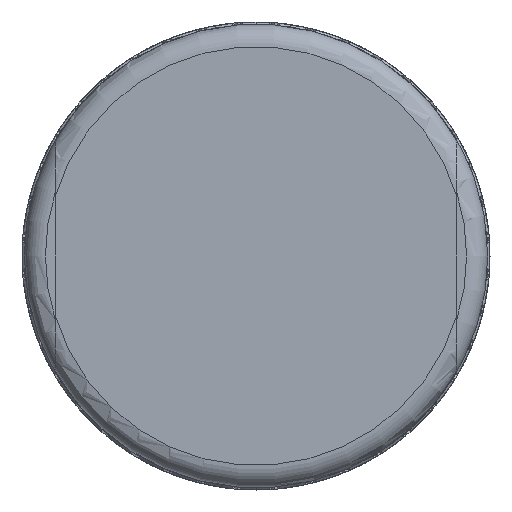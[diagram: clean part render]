
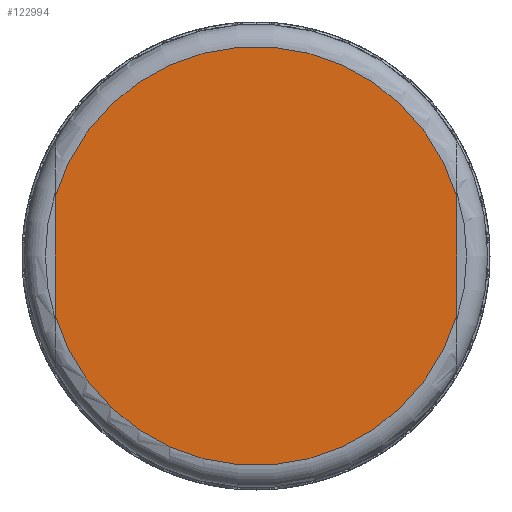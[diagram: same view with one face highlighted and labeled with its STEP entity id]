
A CAD part, front view. The second image highlights one B-rep face of the part: STEP entity #122994.
In plain terms, the highlighted planar face has unit normal (0, -1, 0).
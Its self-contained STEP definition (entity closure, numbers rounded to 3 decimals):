
#32868=CARTESIAN_POINT('',(-9.,-27.65,2.713));
#32890=CARTESIAN_POINT('',(-9.,-27.65,-2.713));
#32911=CARTESIAN_POINT('',(0.,-27.65,0.));
#32912=DIRECTION('',(0.,-1.,0.));
#32913=DIRECTION('',(0.957,0.,0.289));
#32914=AXIS2_PLACEMENT_3D('',#32911,#32912,#32913);
#32947=CARTESIAN_POINT('',(0.,-27.65,0.));
#32948=DIRECTION('',(0.,-1.,0.));
#32949=DIRECTION('',(-0.957,0.,-0.289));
#32950=AXIS2_PLACEMENT_3D('',#32947,#32948,#32949);
#32958=DIRECTION('',(0.,0.,1.));
#32959=VECTOR('',#32958,5.426);
#32960=CARTESIAN_POINT('',(-9.,-27.65,-2.713));
#32961=LINE('',#32960,#32959);
#32962=DIRECTION('',(0.,0.,-1.));
#32963=VECTOR('',#32962,5.426);
#32964=CARTESIAN_POINT('',(9.,-27.65,2.713));
#32965=LINE('',#32964,#32963);
#32970=CARTESIAN_POINT('',(9.,-27.65,-2.713));
#32992=CARTESIAN_POINT('',(9.,-27.65,2.713));
#38279=VERTEX_POINT('',#32890);
#38280=VERTEX_POINT('',#32970);
#38285=VERTEX_POINT('',#32992);
#38286=VERTEX_POINT('',#32868);
#122982=CARTESIAN_POINT('',(0.,-27.65,0.));
#122983=DIRECTION('',(0.,1.,0.));
#122984=DIRECTION('',(0.,0.,-1.));
#122985=AXIS2_PLACEMENT_3D('',#122982,#122983,#122984);
#122986=PLANE('',#122985);
#122987=ORIENTED_EDGE('',*,*,#122961,.F.);
#122988=ORIENTED_EDGE('',*,*,#122882,.T.);
#122989=ORIENTED_EDGE('',*,*,#122917,.F.);
#122991=ORIENTED_EDGE('',*,*,#122990,.T.);
#122992=EDGE_LOOP('',(#122987,#122988,#122989,#122991));
#122993=FACE_OUTER_BOUND('',#122992,.F.);
#32915=CIRCLE('',#32914,9.4);
#32951=CIRCLE('',#32950,9.4);
#122882=EDGE_CURVE('',#38279,#38286,#32961,.T.);
#122917=EDGE_CURVE('',#38285,#38286,#32915,.T.);
#122961=EDGE_CURVE('',#38279,#38280,#32951,.T.);
#122990=EDGE_CURVE('',#38285,#38280,#32965,.T.);
#122994=ADVANCED_FACE('',(#122993),#122986,.F.);
